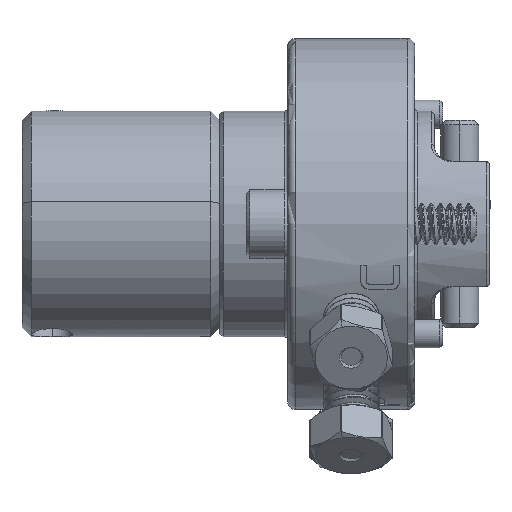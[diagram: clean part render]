
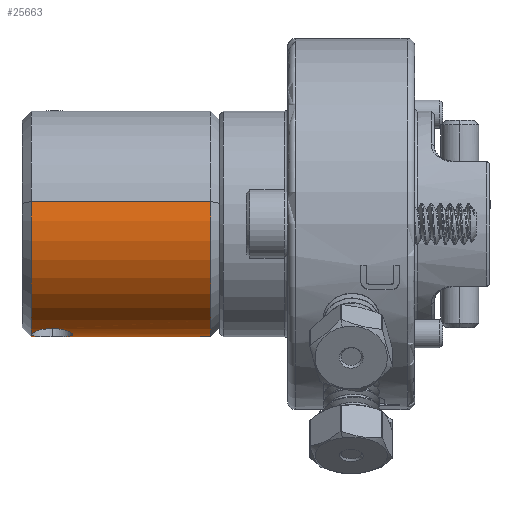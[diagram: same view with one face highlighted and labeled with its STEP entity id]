
A CAD part, front view. The second image highlights one B-rep face of the part: STEP entity #25663.
In plain terms, the highlighted cylindrical face has radius 9.493 mm (diameter 18.986 mm), a partial arc.
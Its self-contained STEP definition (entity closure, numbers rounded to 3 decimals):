
#149 = CARTESIAN_POINT ( 'NONE',  ( -6.774, -50.566, 2.114 ) ) ;
#165 = LINE ( 'NONE', #23655, #14414 ) ;
#171 = VERTEX_POINT ( 'NONE', #8514 ) ;
#727 = CARTESIAN_POINT ( 'NONE',  ( -15.783, -36.713, 10.744 ) ) ;
#834 = CARTESIAN_POINT ( 'NONE',  ( -18.544, -36.61, 11.323 ) ) ;
#876 = VERTEX_POINT ( 'NONE', #15043 ) ;
#1225 = CIRCLE ( 'NONE', #22710, 9.493 ) ;
#1326 = B_SPLINE_CURVE_WITH_KNOTS ( 'NONE', 3,
 ( #20181, #9479, #17920, #18098, #20940, #31988, #23935, #9294, #17346, #20753, #35365, #12097, #28799, #14916, #32355, #32170, #14536, #834, #23194, #6644, #6458, #11918, #12289, #28993, #35181, #15098, #14731, #25998 ),
 .UNSPECIFIED., .F., .F.,
 ( 4, 2, 2, 2, 2, 2, 2, 2, 2, 2, 2, 2, 2, 4 ),
 ( 0., 0., 0.001, 0.001, 0.001, 0.002, 0.003, 0.003, 0.003, 0.004, 0.004, 0.005, 0.005, 0.005 ),
 .UNSPECIFIED. ) ;
#1796 = FACE_BOUND ( 'NONE', #14930, .T. ) ;
#2379 = DIRECTION ( 'NONE',  ( -0.086, -0.969, 0.233 ) ) ;
#2931 = VERTEX_POINT ( 'NONE', #11603 ) ;
#3359 = CARTESIAN_POINT ( 'NONE',  ( -15.608, -36.999, 10.802 ) ) ;
#3441 = EDGE_CURVE ( 'NONE', #28537, #16474, #25447, .T. ) ;
#4975 = DIRECTION ( 'NONE',  ( 0.086, 0.969, -0.233 ) ) ;
#5780 = CARTESIAN_POINT ( 'NONE',  ( -17.094, -39.374, 11.512 ) ) ;
#6458 = CARTESIAN_POINT ( 'NONE',  ( -18.069, -36.195, 11.068 ) ) ;
#6537 = CARTESIAN_POINT ( 'NONE',  ( -16.237, -39.132, 11.343 ) ) ;
#6644 = CARTESIAN_POINT ( 'NONE',  ( -18.158, -36.25, 11.109 ) ) ;
#7241 = ORIENTED_EDGE ( 'NONE', *, *, #15782, .T. ) ;
#7414 = CARTESIAN_POINT ( 'NONE',  ( -19.936, -30.234, 0.312 ) ) ;
#8514 = CARTESIAN_POINT ( 'NONE',  ( -21.563, -48.626, 4.737 ) ) ;
#8740 = CARTESIAN_POINT ( 'NONE',  ( -0.062, -32.841, -3.212 ) ) ;
#9186 = CARTESIAN_POINT ( 'NONE',  ( -15.978, -38.925, 11.276 ) ) ;
#9294 = CARTESIAN_POINT ( 'NONE',  ( -18.304, -38.855, 11.708 ) ) ;
#9479 = CARTESIAN_POINT ( 'NONE',  ( -17.429, -39.33, 11.571 ) ) ;
#11247 = VECTOR ( 'NONE', #14548, 1000. ) ;
#11603 = CARTESIAN_POINT ( 'NONE',  ( -17.317, -39.345, 11.552 ) ) ;
#11630 = CARTESIAN_POINT ( 'NONE',  ( -17.317, -39.345, 11.552 ) ) ;
#11918 = CARTESIAN_POINT ( 'NONE',  ( -17.879, -36.101, 10.988 ) ) ;
#11997 = CARTESIAN_POINT ( 'NONE',  ( -15.718, -36.806, 10.762 ) ) ;
#12097 = CARTESIAN_POINT ( 'NONE',  ( -18.82, -37.865, 11.69 ) ) ;
#12289 = CARTESIAN_POINT ( 'NONE',  ( -17.778, -36.064, 10.95 ) ) ;
#13537 = ORIENTED_EDGE ( 'NONE', *, *, #27682, .T. ) ;
#13795 = CARTESIAN_POINT ( 'NONE',  ( -0.875, -42.037, -1. ) ) ;
#14052 = ORIENTED_EDGE ( 'NONE', *, *, #3441, .T. ) ;
#14414 = VECTOR ( 'NONE', #34326, 1000. ) ;
#14536 = CARTESIAN_POINT ( 'NONE',  ( -18.693, -36.893, 11.44 ) ) ;
#14548 = DIRECTION ( 'NONE',  ( -0.977, 0.128, 0.173 ) ) ;
#14731 = CARTESIAN_POINT ( 'NONE',  ( -17.131, -35.984, 10.766 ) ) ;
#14916 = CARTESIAN_POINT ( 'NONE',  ( -18.815, -37.308, 11.574 ) ) ;
#14930 = EDGE_LOOP ( 'NONE', ( #30461, #36062 ) ) ;
#14962 = ORIENTED_EDGE ( 'NONE', *, *, #30937, .F. ) ;
#14992 = CARTESIAN_POINT ( 'NONE',  ( -15.431, -37.638, 10.948 ) ) ;
#15043 = CARTESIAN_POINT ( 'NONE',  ( -17.021, -35.999, 10.747 ) ) ;
#15098 = CARTESIAN_POINT ( 'NONE',  ( -17.243, -35.98, 10.791 ) ) ;
#15222 = CARTESIAN_POINT ( 'NONE',  ( -20.75, -39.43, 2.524 ) ) ;
#15508 = EDGE_CURVE ( 'NONE', #876, #2931, #32603, .T. ) ;
#15782 = EDGE_CURVE ( 'NONE', #29634, #28537, #19921, .T. ) ;
#16474 = VERTEX_POINT ( 'NONE', #7414 ) ;
#17346 = CARTESIAN_POINT ( 'NONE',  ( -18.382, -38.771, 11.716 ) ) ;
#17543 = AXIS2_PLACEMENT_3D ( 'NONE', #25106, #30917, #2379 ) ;
#17810 = CARTESIAN_POINT ( 'NONE',  ( -16.866, -39.357, 11.47 ) ) ;
#17920 = CARTESIAN_POINT ( 'NONE',  ( -17.537, -39.305, 11.59 ) ) ;
#17993 = CARTESIAN_POINT ( 'NONE',  ( -15.693, -38.585, 11.181 ) ) ;
#18098 = CARTESIAN_POINT ( 'NONE',  ( -17.748, -39.232, 11.626 ) ) ;
#18221 = DIRECTION ( 'NONE',  ( 0.977, -0.128, -0.173 ) ) ;
#18638 = CARTESIAN_POINT ( 'NONE',  ( -5.146, -32.174, -2.31 ) ) ;
#19079 = EDGE_CURVE ( 'NONE', #2931, #876, #1326, .T. ) ;
#19921 = CIRCLE ( 'NONE', #17543, 9.493 ) ;
#20071 = CARTESIAN_POINT ( 'NONE',  ( -17.021, -35.999, 10.747 ) ) ;
#20181 = CARTESIAN_POINT ( 'NONE',  ( -17.317, -39.345, 11.552 ) ) ;
#20445 = CARTESIAN_POINT ( 'NONE',  ( -16.58, -36.099, 10.687 ) ) ;
#20753 = CARTESIAN_POINT ( 'NONE',  ( -18.588, -38.503, 11.732 ) ) ;
#20940 = CARTESIAN_POINT ( 'NONE',  ( -17.851, -39.184, 11.643 ) ) ;
#20963 = EDGE_LOOP ( 'NONE', ( #14962, #7241, #14052, #13537 ) ) ;
#22710 = AXIS2_PLACEMENT_3D ( 'NONE', #15222, #18221, #29681 ) ;
#23194 = CARTESIAN_POINT ( 'NONE',  ( -18.408, -36.446, 11.237 ) ) ;
#23452 = CARTESIAN_POINT ( 'NONE',  ( -15.461, -37.969, 11.028 ) ) ;
#23643 = CARTESIAN_POINT ( 'NONE',  ( -15.481, -38.077, 11.054 ) ) ;
#23655 = CARTESIAN_POINT ( 'NONE',  ( -1.689, -51.233, 1.213 ) ) ;
#23935 = CARTESIAN_POINT ( 'NONE',  ( -18.135, -39.004, 11.686 ) ) ;
#24700 = FACE_OUTER_BOUND ( 'NONE', #20963, .T. ) ;
#25106 = CARTESIAN_POINT ( 'NONE',  ( -5.96, -41.37, -0.098 ) ) ;
#25447 = LINE ( 'NONE', #8740, #11247 ) ;
#25663 = ADVANCED_FACE ( 'Defeatured_0_709', ( #24700, #1796 ), #30704, .T. ) ;
#25695 = CARTESIAN_POINT ( 'NONE',  ( -15.458, -37.416, 10.896 ) ) ;
#25998 = CARTESIAN_POINT ( 'NONE',  ( -17.021, -35.999, 10.747 ) ) ;
#26081 = CARTESIAN_POINT ( 'NONE',  ( -15.588, -38.391, 11.132 ) ) ;
#26263 = CARTESIAN_POINT ( 'NONE',  ( -16.8, -36.028, 10.708 ) ) ;
#27682 = EDGE_CURVE ( 'NONE', #16474, #171, #1225, .T. ) ;
#28537 = VERTEX_POINT ( 'NONE', #18638 ) ;
#28698 = CARTESIAN_POINT ( 'NONE',  ( -16.002, -36.458, 10.7 ) ) ;
#28799 = CARTESIAN_POINT ( 'NONE',  ( -18.844, -37.637, 11.653 ) ) ;
#28993 = CARTESIAN_POINT ( 'NONE',  ( -17.569, -36.01, 10.879 ) ) ;
#29091 = AXIS2_PLACEMENT_3D ( 'NONE', #13795, #33523, #4975 ) ;
#29634 = VERTEX_POINT ( 'NONE', #149 ) ;
#29681 = DIRECTION ( 'NONE',  ( -0.086, -0.969, 0.233 ) ) ;
#30461 = ORIENTED_EDGE ( 'NONE', *, *, #19079, .T. ) ;
#30704 = CYLINDRICAL_SURFACE ( 'NONE', #29091, 9.493 ) ;
#30917 = DIRECTION ( 'NONE',  ( -0.977, 0.128, 0.173 ) ) ;
#30937 = EDGE_CURVE ( 'NONE', #29634, #171, #165, .T. ) ;
#31506 = CARTESIAN_POINT ( 'NONE',  ( -15.897, -38.846, 11.253 ) ) ;
#31688 = CARTESIAN_POINT ( 'NONE',  ( -16.183, -36.313, 10.683 ) ) ;
#31879 = CARTESIAN_POINT ( 'NONE',  ( -16.44, -39.237, 11.386 ) ) ;
#31988 = CARTESIAN_POINT ( 'NONE',  ( -18.045, -39.07, 11.673 ) ) ;
#32170 = CARTESIAN_POINT ( 'NONE',  ( -18.734, -36.992, 11.476 ) ) ;
#32355 = CARTESIAN_POINT ( 'NONE',  ( -18.794, -37.199, 11.543 ) ) ;
#32603 = B_SPLINE_CURVE_WITH_KNOTS ( 'NONE', 3,
 ( #20071, #26263, #20445, #31688, #28698, #727, #11997, #3359, #34320, #25695, #14992, #23452, #23643, #35078, #26081, #17993, #34887, #31506, #9186, #6537, #31879, #17810, #5780, #11630 ),
 .UNSPECIFIED., .F., .F.,
 ( 4, 2, 2, 2, 2, 2, 2, 2, 2, 2, 2, 4 ),
 ( 0.005, 0.006, 0.007, 0.007, 0.007, 0.008, 0.008, 0.009, 0.009, 0.009, 0.01, 0.011 ),
 .UNSPECIFIED. ) ;
#33523 = DIRECTION ( 'NONE',  ( -0.977, 0.128, 0.173 ) ) ;
#34320 = CARTESIAN_POINT ( 'NONE',  ( -15.563, -37.1, 10.824 ) ) ;
#34326 = DIRECTION ( 'NONE',  ( -0.977, 0.128, 0.173 ) ) ;
#34887 = CARTESIAN_POINT ( 'NONE',  ( -15.755, -38.676, 11.205 ) ) ;
#35078 = CARTESIAN_POINT ( 'NONE',  ( -15.545, -38.287, 11.106 ) ) ;
#35181 = CARTESIAN_POINT ( 'NONE',  ( -17.462, -35.993, 10.847 ) ) ;
#35365 = CARTESIAN_POINT ( 'NONE',  ( -18.693, -38.295, 11.729 ) ) ;
#36062 = ORIENTED_EDGE ( 'NONE', *, *, #15508, .T. ) ;
